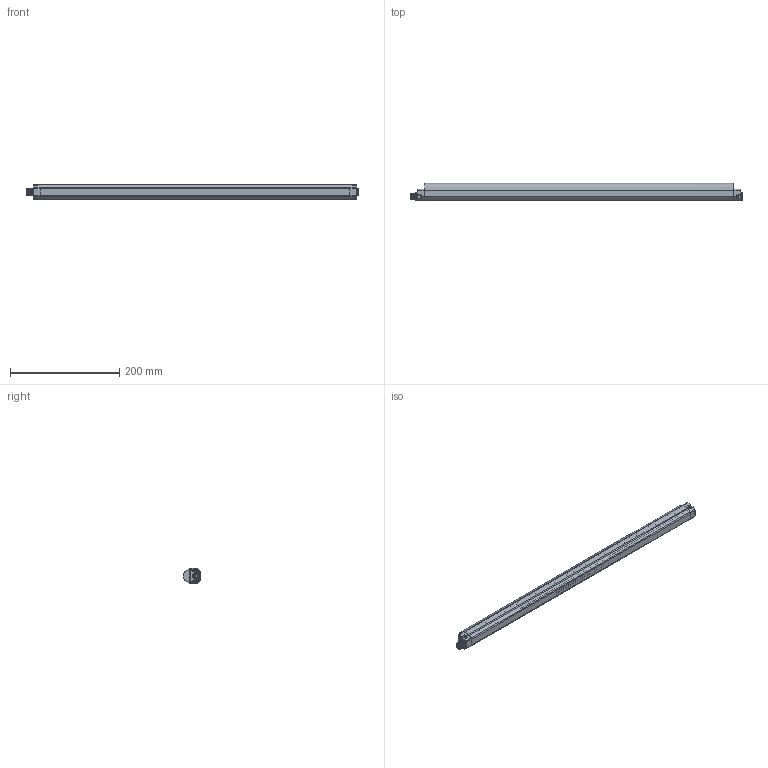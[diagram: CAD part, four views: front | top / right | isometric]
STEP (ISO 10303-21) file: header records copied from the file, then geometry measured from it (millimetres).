
FILE_DESCRIPTION((''),'2;1');
FILE_NAME('167009_SW','2012-09-04T',('banengservice'),('BANNER ENGINEERING'),'PRO/ENGINEER BY PARAMETRIC TECHNOLOGY CORPORATION, 2009141','PRO/ENGINEER BY PARAMETRIC TECHNOLOGY CORPORATION, 2009141','');
FILE_SCHEMA(('CONFIG_CONTROL_DESIGN'));
Length unit declared in the file: inch
Products named in the file (1): 167009_SW
Bounding box: 609 x 32.19 x 28 mm (x, y, z)
Volume: 254239.7 mm3; surface area: 158405.6 mm2
Topology: 1 solids, 1 shells, 707 faces, 1725 edges, 1032 vertices
Faces by surface type: plane 226, cylinder 197, cone 111, torus 87, bspline 74, sphere 12
Entity records: 28571 total; most frequent: CARTESIAN_POINT 12212, DIRECTION 3483, ORIENTED_EDGE 3434, EDGE_CURVE 1717, AXIS2_PLACEMENT_3D 1379, VERTEX_POINT 1032, CIRCLE 746, EDGE_LOOP 739
